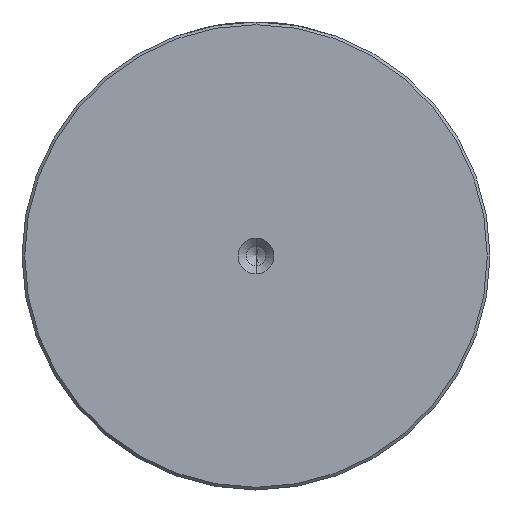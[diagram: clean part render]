
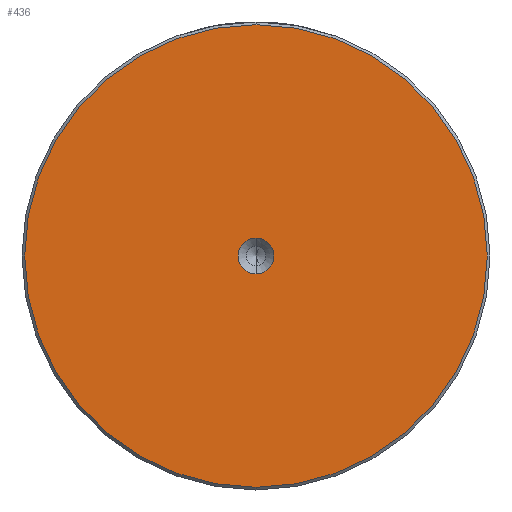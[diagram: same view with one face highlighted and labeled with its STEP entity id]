
A CAD part, left-side view. The second image highlights one B-rep face of the part: STEP entity #436.
In plain terms, the highlighted planar face has unit normal (-1, 0, 0).
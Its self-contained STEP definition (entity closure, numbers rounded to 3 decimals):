
#24 = CARTESIAN_POINT ( 'NONE',  ( 0., 0., 0. ) ) ;
#37 = AXIS2_PLACEMENT_3D ( 'NONE', #1525, #3361, #1779 ) ;
#191 = DIRECTION ( 'NONE',  ( 0., 0., 1. ) ) ;
#208 = FACE_BOUND ( 'NONE', #1999, .T. ) ;
#238 = PLANE ( 'NONE',  #932 ) ;
#293 = DIRECTION ( 'NONE',  ( 0., 0., 1. ) ) ;
#390 = DIRECTION ( 'NONE',  ( -1., 0., 0. ) ) ;
#403 = VERTEX_POINT ( 'NONE', #1890 ) ;
#436 = ADVANCED_FACE ( 'NONE', ( #1586, #208 ), #238, .T. ) ;
#608 = EDGE_LOOP ( 'NONE', ( #1902, #3233 ) ) ;
#613 = VERTEX_POINT ( 'NONE', #2464 ) ;
#654 = CARTESIAN_POINT ( 'NONE',  ( 0., 0., 0. ) ) ;
#663 = ORIENTED_EDGE ( 'NONE', *, *, #1949, .F. ) ;
#724 = EDGE_CURVE ( 'NONE', #1901, #403, #2246, .T. ) ;
#770 = AXIS2_PLACEMENT_3D ( 'NONE', #24, #1846, #293 ) ;
#837 = DIRECTION ( 'NONE',  ( -1., 0., 0. ) ) ;
#932 = AXIS2_PLACEMENT_3D ( 'NONE', #654, #390, #2848 ) ;
#1011 = AXIS2_PLACEMENT_3D ( 'NONE', #2401, #837, #2665 ) ;
#1129 = ORIENTED_EDGE ( 'NONE', *, *, #2273, .F. ) ;
#1396 = VERTEX_POINT ( 'NONE', #2403 ) ;
#1525 = CARTESIAN_POINT ( 'NONE',  ( 0., 0., 0. ) ) ;
#1586 = FACE_OUTER_BOUND ( 'NONE', #608, .T. ) ;
#1736 = DIRECTION ( 'NONE',  ( -1., 0., 0. ) ) ;
#1779 = DIRECTION ( 'NONE',  ( 0., 0., 1. ) ) ;
#1846 = DIRECTION ( 'NONE',  ( -1., 0., 0. ) ) ;
#1890 = CARTESIAN_POINT ( 'NONE',  ( 0., 0., 42.5 ) ) ;
#1901 = VERTEX_POINT ( 'NONE', #3064 ) ;
#1902 = ORIENTED_EDGE ( 'NONE', *, *, #724, .T. ) ;
#1924 = CIRCLE ( 'NONE', #1011, 3.3 ) ;
#1949 = EDGE_CURVE ( 'NONE', #613, #1396, #2302, .T. ) ;
#1999 = EDGE_LOOP ( 'NONE', ( #663, #1129 ) ) ;
#2246 = CIRCLE ( 'NONE', #2955, 42.5 ) ;
#2273 = EDGE_CURVE ( 'NONE', #1396, #613, #1924, .T. ) ;
#2302 = CIRCLE ( 'NONE', #37, 3.3 ) ;
#2401 = CARTESIAN_POINT ( 'NONE',  ( 0., 0., 0. ) ) ;
#2403 = CARTESIAN_POINT ( 'NONE',  ( 0., 0., -3.3 ) ) ;
#2419 = CIRCLE ( 'NONE', #770, 42.5 ) ;
#2464 = CARTESIAN_POINT ( 'NONE',  ( 0., 0., 3.3 ) ) ;
#2665 = DIRECTION ( 'NONE',  ( 0., 0., 1. ) ) ;
#2848 = DIRECTION ( 'NONE',  ( 0., 0., 1. ) ) ;
#2852 = EDGE_CURVE ( 'NONE', #403, #1901, #2419, .T. ) ;
#2955 = AXIS2_PLACEMENT_3D ( 'NONE', #3317, #1736, #191 ) ;
#3064 = CARTESIAN_POINT ( 'NONE',  ( 0., 0., -42.5 ) ) ;
#3233 = ORIENTED_EDGE ( 'NONE', *, *, #2852, .T. ) ;
#3317 = CARTESIAN_POINT ( 'NONE',  ( 0., 0., 0. ) ) ;
#3361 = DIRECTION ( 'NONE',  ( -1., 0., 0. ) ) ;
